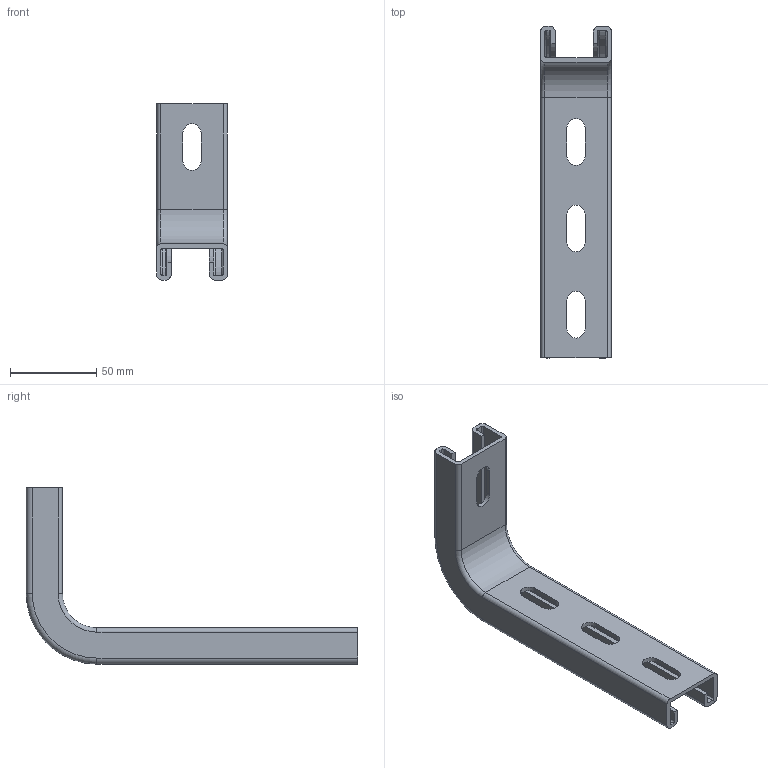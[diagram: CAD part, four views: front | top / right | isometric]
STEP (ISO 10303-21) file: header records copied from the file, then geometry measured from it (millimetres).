
FILE_DESCRIPTION (( 'STEP AP203' ), '1' );
FILE_NAME ('Êîíñîëü BBC-30_BBC3015.STEP', '2012-11-19T06:36:24', ( 'Àñååâ' ), ( '' ), 'SwSTEP 2.0', 'SolidWorks 2012', '' );
FILE_SCHEMA (( 'CONFIG_CONTROL_DESIGN' ));
Length unit declared in the file: millimetre
Products named in the file (1): Êîíñîëü BBC-30_BBC3015
Bounding box: 41 x 192 x 102 mm (x, y, z)
Volume: 63169.5 mm3; surface area: 52719.5 mm2
Topology: 1 solids, 1 shells, 86 faces, 228 edges, 144 vertices
Faces by surface type: cylinder 40, plane 34, torus 12
Entity records: 2765 total; most frequent: DIRECTION 494, CARTESIAN_POINT 459, ORIENTED_EDGE 456, EDGE_CURVE 228, AXIS2_PLACEMENT_3D 179, VERTEX_POINT 144, LINE 136, VECTOR 136
